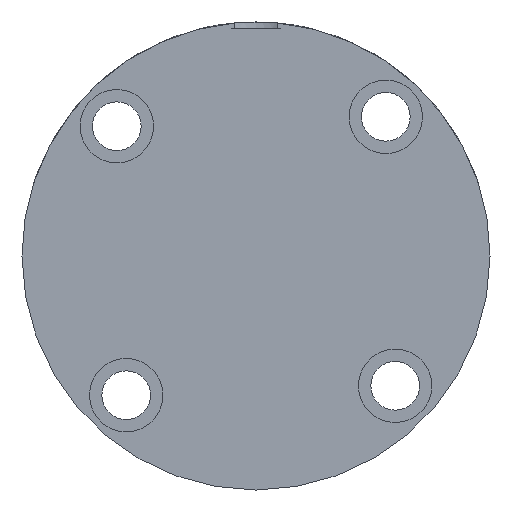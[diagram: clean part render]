
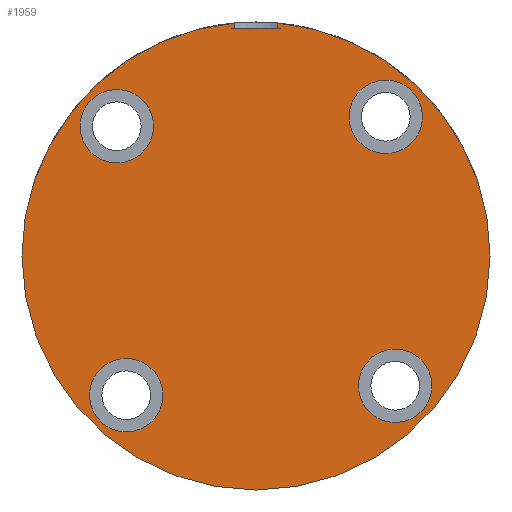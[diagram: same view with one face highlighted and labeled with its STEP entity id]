
A CAD part, left-side view. The second image highlights one B-rep face of the part: STEP entity #1959.
In plain terms, the highlighted face is planar.
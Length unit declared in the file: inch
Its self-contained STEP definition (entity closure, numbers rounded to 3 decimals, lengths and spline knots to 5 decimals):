
#49 = VERTEX_POINT ( 'NONE', #672 ) ;
#60 = DIRECTION ( 'NONE',  ( 0., 0., 1. ) ) ;
#168 = CARTESIAN_POINT ( 'NONE',  ( 0., 0.34, 0.75 ) ) ;
#180 = DIRECTION ( 'NONE',  ( 0., 0., 1. ) ) ;
#240 = EDGE_LOOP ( 'NONE', ( #1173, #1187, #1193, #1216, #2187, #1229 ) ) ;
#253 = EDGE_LOOP ( 'NONE', ( #1065, #1088 ) ) ;
#258 = EDGE_LOOP ( 'NONE', ( #3091, #1169 ) ) ;
#295 = LINE ( 'NONE', #742, #1969 ) ;
#356 = DIRECTION ( 'NONE',  ( 0., 0., 1. ) ) ;
#376 = VERTEX_POINT ( 'NONE', #1035 ) ;
#417 = CARTESIAN_POINT ( 'NONE',  ( 0., 0.34, 0. ) ) ;
#420 = VERTEX_POINT ( 'NONE', #4217 ) ;
#561 = EDGE_LOOP ( 'NONE', ( #1138, #1150 ) ) ;
#584 = CIRCLE ( 'NONE', #2511, 0.1175 ) ;
#598 = EDGE_LOOP ( 'NONE', ( #1105, #1123 ) ) ;
#672 = CARTESIAN_POINT ( 'NONE',  ( 0.41602, 0.34, -0.32863 ) ) ;
#716 = AXIS2_PLACEMENT_3D ( 'NONE', #4350, #2215, #60 ) ;
#721 = VERTEX_POINT ( 'NONE', #4426 ) ;
#725 = AXIS2_PLACEMENT_3D ( 'NONE', #3030, #923, #3387 ) ;
#742 = CARTESIAN_POINT ( 'NONE',  ( -0.26491, 0.34, 0.06938 ) ) ;
#784 = FACE_BOUND ( 'NONE', #561, .T. ) ;
#790 = DIRECTION ( 'NONE',  ( 0., 0., 1. ) ) ;
#799 = EDGE_CURVE ( 'NONE', #3415, #2581, #2845, .T. ) ;
#863 = EDGE_CURVE ( 'NONE', #3269, #4200, #3673, .T. ) ;
#923 = DIRECTION ( 'NONE',  ( 0., 1., 0. ) ) ;
#954 = DIRECTION ( 'NONE',  ( 0., 1., 0. ) ) ;
#979 = CARTESIAN_POINT ( 'NONE',  ( -0.41602, 0.34, 0.32863 ) ) ;
#985 = CARTESIAN_POINT ( 'NONE',  ( -0.74678, 0.34, -0.06938 ) ) ;
#1008 = DIRECTION ( 'NONE',  ( 0., 0., -1. ) ) ;
#1015 = EDGE_CURVE ( 'NONE', #376, #420, #3235, .T. ) ;
#1035 = CARTESIAN_POINT ( 'NONE',  ( 0.44613, 0.34, 0.53352 ) ) ;
#1065 = ORIENTED_EDGE ( 'NONE', *, *, #3145, .F. ) ;
#1075 = CIRCLE ( 'NONE', #4326, 0.1175 ) ;
#1086 = DIRECTION ( 'NONE',  ( 0., 1., 0. ) ) ;
#1088 = ORIENTED_EDGE ( 'NONE', *, *, #1345, .F. ) ;
#1105 = ORIENTED_EDGE ( 'NONE', *, *, #2989, .F. ) ;
#1123 = ORIENTED_EDGE ( 'NONE', *, *, #1491, .F. ) ;
#1138 = ORIENTED_EDGE ( 'NONE', *, *, #1015, .F. ) ;
#1150 = ORIENTED_EDGE ( 'NONE', *, *, #2476, .F. ) ;
#1156 = DIRECTION ( 'NONE',  ( -1., 0., 0. ) ) ;
#1158 = CARTESIAN_POINT ( 'NONE',  ( -0.74678, 0.34, 0.06938 ) ) ;
#1169 = ORIENTED_EDGE ( 'NONE', *, *, #3428, .F. ) ;
#1173 = ORIENTED_EDGE ( 'NONE', *, *, #2338, .F. ) ;
#1187 = ORIENTED_EDGE ( 'NONE', *, *, #2612, .T. ) ;
#1193 = ORIENTED_EDGE ( 'NONE', *, *, #3671, .T. ) ;
#1216 = ORIENTED_EDGE ( 'NONE', *, *, #4377, .T. ) ;
#1229 = ORIENTED_EDGE ( 'NONE', *, *, #799, .F. ) ;
#1250 = CARTESIAN_POINT ( 'NONE',  ( -0.73, 0.34, 0.06938 ) ) ;
#1278 = CIRCLE ( 'NONE', #2652, 0.75 ) ;
#1345 = EDGE_CURVE ( 'NONE', #721, #3282, #2128, .T. ) ;
#1395 = CARTESIAN_POINT ( 'NONE',  ( -0.41602, 0.34, 0.44613 ) ) ;
#1491 = EDGE_CURVE ( 'NONE', #3298, #49, #1075, .T. ) ;
#1518 = CARTESIAN_POINT ( 'NONE',  ( -0.41602, 0.34, 0.56363 ) ) ;
#1589 = CARTESIAN_POINT ( 'NONE',  ( -0.44613, 0.34, -0.41602 ) ) ;
#1664 = PLANE ( 'NONE',  #4374 ) ;
#1701 = CARTESIAN_POINT ( 'NONE',  ( 0., 0.34, 0. ) ) ;
#1711 = VECTOR ( 'NONE', #1156, 39.37008 ) ;
#1721 = CIRCLE ( 'NONE', #725, 0.1175 ) ;
#1741 = DIRECTION ( 'NONE',  ( 0., 0., 1. ) ) ;
#1762 = CARTESIAN_POINT ( 'NONE',  ( 0., 0.34, 0. ) ) ;
#1794 = VECTOR ( 'NONE', #1008, 39.37008 ) ;
#1824 = AXIS2_PLACEMENT_3D ( 'NONE', #1762, #4269, #2124 ) ;
#1922 = DIRECTION ( 'NONE',  ( 0., 0., 1. ) ) ;
#1959 = ADVANCED_FACE ( 'PLANAR_0', ( #2997, #3963, #784, #4446, #3511 ), #1664, .F. ) ;
#1969 = VECTOR ( 'NONE', #3587, 39.37008 ) ;
#2021 = CARTESIAN_POINT ( 'NONE',  ( 0.44613, 0.34, 0.41602 ) ) ;
#2028 = DIRECTION ( 'NONE',  ( 0., 0., -1. ) ) ;
#2039 = DIRECTION ( 'NONE',  ( 0., 0., 1. ) ) ;
#2124 = DIRECTION ( 'NONE',  ( 0., 0., 1. ) ) ;
#2128 = CIRCLE ( 'NONE', #2874, 0.1175 ) ;
#2187 = ORIENTED_EDGE ( 'NONE', *, *, #3902, .F. ) ;
#2212 = CARTESIAN_POINT ( 'NONE',  ( -0.26491, 0.34, -0.06938 ) ) ;
#2215 = DIRECTION ( 'NONE',  ( 0., 1., 0. ) ) ;
#2257 = CARTESIAN_POINT ( 'NONE',  ( 0.41602, 0.34, -0.56363 ) ) ;
#2338 = EDGE_CURVE ( 'NONE', #3010, #3415, #295, .T. ) ;
#2340 = DIRECTION ( 'NONE',  ( 0., 1., 0. ) ) ;
#2476 = EDGE_CURVE ( 'NONE', #420, #376, #584, .T. ) ;
#2506 = DIRECTION ( 'NONE',  ( 0., 1., 0. ) ) ;
#2509 = VERTEX_POINT ( 'NONE', #985 ) ;
#2511 = AXIS2_PLACEMENT_3D ( 'NONE', #4462, #2340, #180 ) ;
#2581 = VERTEX_POINT ( 'NONE', #2823 ) ;
#2612 = EDGE_CURVE ( 'NONE', #3010, #2818, #2756, .T. ) ;
#2641 = LINE ( 'NONE', #2212, #1711 ) ;
#2652 = AXIS2_PLACEMENT_3D ( 'NONE', #1701, #4189, #2039 ) ;
#2678 = VERTEX_POINT ( 'NONE', #2943 ) ;
#2756 = CIRCLE ( 'NONE', #2883, 0.75 ) ;
#2772 = CARTESIAN_POINT ( 'NONE',  ( -0.73, 0.34, 0. ) ) ;
#2818 = VERTEX_POINT ( 'NONE', #168 ) ;
#2823 = CARTESIAN_POINT ( 'NONE',  ( -0.73, 0.34, -0.06938 ) ) ;
#2845 = LINE ( 'NONE', #2772, #1794 ) ;
#2874 = AXIS2_PLACEMENT_3D ( 'NONE', #1589, #4063, #1922 ) ;
#2883 = AXIS2_PLACEMENT_3D ( 'NONE', #417, #2913, #790 ) ;
#2913 = DIRECTION ( 'NONE',  ( 0., 1., 0. ) ) ;
#2934 = CIRCLE ( 'NONE', #3093, 0.1175 ) ;
#2943 = CARTESIAN_POINT ( 'NONE',  ( 0., 0.34, -0.75 ) ) ;
#2989 = EDGE_CURVE ( 'NONE', #49, #3298, #4562, .T. ) ;
#2997 = FACE_BOUND ( 'NONE', #253, .T. ) ;
#3010 = VERTEX_POINT ( 'NONE', #1158 ) ;
#3023 = CIRCLE ( 'NONE', #1824, 0.75 ) ;
#3030 = CARTESIAN_POINT ( 'NONE',  ( -0.41602, 0.34, 0.44613 ) ) ;
#3061 = CARTESIAN_POINT ( 'NONE',  ( 0.41602, 0.34, -0.44613 ) ) ;
#3091 = ORIENTED_EDGE ( 'NONE', *, *, #863, .F. ) ;
#3093 = AXIS2_PLACEMENT_3D ( 'NONE', #4597, #1086, #3566 ) ;
#3145 = EDGE_CURVE ( 'NONE', #3282, #721, #2934, .T. ) ;
#3208 = AXIS2_PLACEMENT_3D ( 'NONE', #1395, #3873, #1741 ) ;
#3235 = CIRCLE ( 'NONE', #3675, 0.1175 ) ;
#3269 = VERTEX_POINT ( 'NONE', #1518 ) ;
#3282 = VERTEX_POINT ( 'NONE', #4369 ) ;
#3298 = VERTEX_POINT ( 'NONE', #2257 ) ;
#3387 = DIRECTION ( 'NONE',  ( 0., 0., 1. ) ) ;
#3415 = VERTEX_POINT ( 'NONE', #1250 ) ;
#3418 = DIRECTION ( 'NONE',  ( 0., 0., 1. ) ) ;
#3428 = EDGE_CURVE ( 'NONE', #4200, #3269, #1721, .T. ) ;
#3511 = FACE_OUTER_BOUND ( 'NONE', #240, .T. ) ;
#3566 = DIRECTION ( 'NONE',  ( 0., 0., 1. ) ) ;
#3587 = DIRECTION ( 'NONE',  ( 1., 0., 0. ) ) ;
#3671 = EDGE_CURVE ( 'NONE', #2818, #2678, #3023, .T. ) ;
#3673 = CIRCLE ( 'NONE', #3208, 0.1175 ) ;
#3675 = AXIS2_PLACEMENT_3D ( 'NONE', #2021, #2506, #356 ) ;
#3805 = CARTESIAN_POINT ( 'NONE',  ( 0., 0.34, 0. ) ) ;
#3873 = DIRECTION ( 'NONE',  ( 0., 1., 0. ) ) ;
#3902 = EDGE_CURVE ( 'NONE', #2581, #2509, #2641, .T. ) ;
#3963 = FACE_BOUND ( 'NONE', #598, .T. ) ;
#4063 = DIRECTION ( 'NONE',  ( 0., 1., 0. ) ) ;
#4173 = DIRECTION ( 'NONE',  ( 0., -1., 0. ) ) ;
#4189 = DIRECTION ( 'NONE',  ( 0., 1., 0. ) ) ;
#4200 = VERTEX_POINT ( 'NONE', #979 ) ;
#4217 = CARTESIAN_POINT ( 'NONE',  ( 0.44613, 0.34, 0.29852 ) ) ;
#4269 = DIRECTION ( 'NONE',  ( 0., 1., 0. ) ) ;
#4326 = AXIS2_PLACEMENT_3D ( 'NONE', #3061, #954, #3418 ) ;
#4350 = CARTESIAN_POINT ( 'NONE',  ( 0.41602, 0.34, -0.44613 ) ) ;
#4369 = CARTESIAN_POINT ( 'NONE',  ( -0.44613, 0.34, -0.29852 ) ) ;
#4374 = AXIS2_PLACEMENT_3D ( 'NONE', #3805, #4173, #2028 ) ;
#4377 = EDGE_CURVE ( 'NONE', #2678, #2509, #1278, .T. ) ;
#4426 = CARTESIAN_POINT ( 'NONE',  ( -0.44613, 0.34, -0.53352 ) ) ;
#4446 = FACE_BOUND ( 'NONE', #258, .T. ) ;
#4462 = CARTESIAN_POINT ( 'NONE',  ( 0.44613, 0.34, 0.41602 ) ) ;
#4562 = CIRCLE ( 'NONE', #716, 0.1175 ) ;
#4597 = CARTESIAN_POINT ( 'NONE',  ( -0.44613, 0.34, -0.41602 ) ) ;
